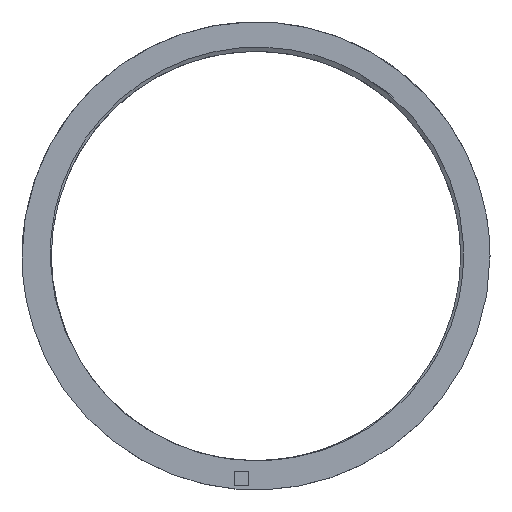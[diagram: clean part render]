
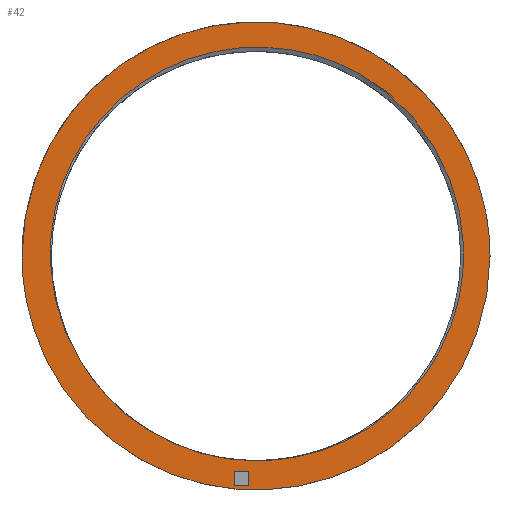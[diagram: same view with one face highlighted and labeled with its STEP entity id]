
A CAD part, top view. The second image highlights one B-rep face of the part: STEP entity #42.
In plain terms, the highlighted planar face has unit normal (0, 0, 1).
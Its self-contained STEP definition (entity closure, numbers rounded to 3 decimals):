
#15=FACE_BOUND('',#104,.T.);
#16=FACE_BOUND('',#105,.T.);
#42=ADVANCED_FACE('',(#72,#15,#16),#498,.T.);
#72=FACE_OUTER_BOUND('',#103,.T.);
#103=EDGE_LOOP('',(#241,#242));
#104=EDGE_LOOP('',(#243,#244,#245));
#105=EDGE_LOOP('',(#246,#247,#248,#249));
#241=ORIENTED_EDGE('',*,*,#331,.F.);
#242=ORIENTED_EDGE('',*,*,#332,.F.);
#243=ORIENTED_EDGE('',*,*,#328,.T.);
#244=ORIENTED_EDGE('',*,*,#329,.T.);
#245=ORIENTED_EDGE('',*,*,#330,.T.);
#246=ORIENTED_EDGE('',*,*,#336,.T.);
#247=ORIENTED_EDGE('',*,*,#339,.T.);
#248=ORIENTED_EDGE('',*,*,#338,.T.);
#249=ORIENTED_EDGE('',*,*,#337,.T.);
#328=EDGE_CURVE('',#464,#465,#378,.T.);
#329=EDGE_CURVE('',#465,#466,#411,.T.);
#330=EDGE_CURVE('',#466,#464,#412,.T.);
#331=EDGE_CURVE('',#467,#468,#379,.T.);
#332=EDGE_CURVE('',#468,#467,#380,.T.);
#336=EDGE_CURVE('',#469,#470,#414,.T.);
#337=EDGE_CURVE('',#471,#469,#415,.T.);
#338=EDGE_CURVE('',#472,#471,#416,.T.);
#339=EDGE_CURVE('',#470,#472,#417,.T.);
#378=(
BOUNDED_CURVE()
B_SPLINE_CURVE(2,(#2290,#2291,#2292),.UNSPECIFIED.,.F.,.F.)
B_SPLINE_CURVE_WITH_KNOTS((3,3),(-135.784,-91.984),
 .UNSPECIFIED.)
CURVE()
GEOMETRIC_REPRESENTATION_ITEM()
RATIONAL_B_SPLINE_CURVE((1.,0.872,1.))
REPRESENTATION_ITEM('')
);
#379=(
BOUNDED_CURVE()
B_SPLINE_CURVE(2,(#2340,#2341,#2342,#2343,#2344),.UNSPECIFIED.,.F.,.F.)
B_SPLINE_CURVE_WITH_KNOTS((3,2,3),(-233.263,-155.509,
-77.754),.UNSPECIFIED.)
CURVE()
GEOMETRIC_REPRESENTATION_ITEM()
RATIONAL_B_SPLINE_CURVE((1.,0.707,1.,0.707,1.))
REPRESENTATION_ITEM('')
);
#380=(
BOUNDED_CURVE()
B_SPLINE_CURVE(2,(#2345,#2346,#2347,#2348,#2349),.UNSPECIFIED.,.F.,.F.)
B_SPLINE_CURVE_WITH_KNOTS((3,2,3),(-233.263,-155.509,
-77.754),.UNSPECIFIED.)
CURVE()
GEOMETRIC_REPRESENTATION_ITEM()
RATIONAL_B_SPLINE_CURVE((1.,0.707,1.,0.707,1.))
REPRESENTATION_ITEM('')
);
#411=B_SPLINE_CURVE_WITH_KNOTS('',3,(#2293,#2294,#2295,#2296,#2297,#2298,
#2299,#2300,#2301,#2302,#2303,#2304,#2305,#2306,#2307,#2308,#2309,#2310,
#2311,#2312,#2313),.UNSPECIFIED.,.F.,.F.,(4,2,3,2,2,3,2,3,4),(22.579,
29.162,46.437,63.841,72.523,81.204,
98.759,116.314,139.458),.UNSPECIFIED.);
#412=B_SPLINE_CURVE_WITH_KNOTS('',3,(#2314,#2315,#2316,#2317,#2318,#2319,
#2320,#2321,#2322,#2323,#2324,#2325,#2326,#2327,#2328,#2329,#2330,#2331,
#2332,#2333,#2334,#2335,#2336,#2337,#2338,#2339),.UNSPECIFIED.,.F.,.F.,
(4,3,2,2,3,2,2,3,2,3,4),(0.,12.256,21.021,29.787,
47.362,64.807,73.508,82.21,99.546,
116.882,117.107),.UNSPECIFIED.);
#414=B_SPLINE_CURVE_WITH_KNOTS('',1,(#2470,#2471),.UNSPECIFIED.,.F.,.F.,
(2,2),(-1.,0.),.UNSPECIFIED.);
#415=B_SPLINE_CURVE_WITH_KNOTS('',1,(#2472,#2473),.UNSPECIFIED.,.F.,.F.,
(2,2),(-2.,-1.),.UNSPECIFIED.);
#416=B_SPLINE_CURVE_WITH_KNOTS('',1,(#2474,#2475),.UNSPECIFIED.,.F.,.F.,
(2,2),(-3.,-2.),.UNSPECIFIED.);
#417=B_SPLINE_CURVE_WITH_KNOTS('',1,(#2476,#2477),.UNSPECIFIED.,.F.,.F.,
(2,2),(-4.,-3.),.UNSPECIFIED.);
#464=VERTEX_POINT('',#1762);
#465=VERTEX_POINT('',#1763);
#466=VERTEX_POINT('',#1764);
#467=VERTEX_POINT('',#1765);
#468=VERTEX_POINT('',#1766);
#469=VERTEX_POINT('',#1767);
#470=VERTEX_POINT('',#1768);
#471=VERTEX_POINT('',#1769);
#472=VERTEX_POINT('',#1770);
#498=PLANE('',#609);
#609=AXIS2_PLACEMENT_3D('',#1715,#635,$);
#635=DIRECTION('',(0.,0.,1.));
#1715=CARTESIAN_POINT('',(60.177,-10.168,-2.41));
#1762=CARTESIAN_POINT('',(121.738,30.055,-2.41));
#1763=CARTESIAN_POINT('',(84.318,51.329,-2.41));
#1764=CARTESIAN_POINT('',(144.047,113.266,-2.41));
#1765=CARTESIAN_POINT('',(172.202,74.,-2.41));
#1766=CARTESIAN_POINT('',(71.726,74.,-2.41));
#1767=CARTESIAN_POINT('',(120.326,24.721,-2.41));
#1768=CARTESIAN_POINT('',(117.309,24.721,-2.41));
#1769=CARTESIAN_POINT('',(120.326,27.738,-2.41));
#1770=CARTESIAN_POINT('',(117.309,27.738,-2.41));
#2290=CARTESIAN_POINT('',(121.738,30.055,-2.41));
#2291=CARTESIAN_POINT('',(97.053,30.182,-2.41));
#2292=CARTESIAN_POINT('',(84.318,51.329,-2.41));
#2293=CARTESIAN_POINT('',(84.318,51.329,-2.41));
#2294=CARTESIAN_POINT('',(83.164,53.203,-2.41));
#2295=CARTESIAN_POINT('',(82.153,55.162,-2.41));
#2296=CARTESIAN_POINT('',(79.032,62.508,-2.41));
#2297=CARTESIAN_POINT('',(77.842,68.221,-2.41));
#2298=CARTESIAN_POINT('',(77.79,74.,-2.41));
#2299=CARTESIAN_POINT('',(77.737,79.823,-2.41));
#2300=CARTESIAN_POINT('',(78.832,85.599,-2.41));
#2301=CARTESIAN_POINT('',(82.1,93.691,-2.41));
#2302=CARTESIAN_POINT('',(83.449,96.271,-2.41));
#2303=CARTESIAN_POINT('',(86.633,101.13,-2.41));
#2304=CARTESIAN_POINT('',(88.46,103.397,-2.41));
#2305=CARTESIAN_POINT('',(90.495,105.469,-2.41));
#2306=CARTESIAN_POINT('',(94.606,109.654,-2.41));
#2307=CARTESIAN_POINT('',(99.501,112.988,-2.41));
#2308=CARTESIAN_POINT('',(110.3,117.574,-2.41));
#2309=CARTESIAN_POINT('',(116.098,118.781,-2.41));
#2310=CARTESIAN_POINT('',(121.964,118.833,-2.41));
#2311=CARTESIAN_POINT('',(129.681,118.902,-2.41));
#2312=CARTESIAN_POINT('',(137.285,116.985,-2.41));
#2313=CARTESIAN_POINT('',(144.047,113.266,-2.41));
#2314=CARTESIAN_POINT('',(144.047,113.266,-2.41));
#2315=CARTESIAN_POINT('',(147.603,111.221,-2.41));
#2316=CARTESIAN_POINT('',(150.864,108.701,-2.41));
#2317=CARTESIAN_POINT('',(153.739,105.775,-2.41));
#2318=CARTESIAN_POINT('',(155.794,103.683,-2.41));
#2319=CARTESIAN_POINT('',(157.639,101.394,-2.41));
#2320=CARTESIAN_POINT('',(160.854,96.488,-2.41));
#2321=CARTESIAN_POINT('',(162.217,93.883,-2.41));
#2322=CARTESIAN_POINT('',(165.517,85.712,-2.41));
#2323=CARTESIAN_POINT('',(166.623,79.88,-2.41));
#2324=CARTESIAN_POINT('',(166.571,74.,-2.41));
#2325=CARTESIAN_POINT('',(166.518,68.164,-2.41));
#2326=CARTESIAN_POINT('',(165.317,62.395,-2.41));
#2327=CARTESIAN_POINT('',(161.898,54.344,-2.41));
#2328=CARTESIAN_POINT('',(160.499,51.782,-2.41));
#2329=CARTESIAN_POINT('',(157.221,46.97,-2.41));
#2330=CARTESIAN_POINT('',(155.349,44.731,-2.41));
#2331=CARTESIAN_POINT('',(153.272,42.691,-2.41));
#2332=CARTESIAN_POINT('',(149.139,38.632,-2.41));
#2333=CARTESIAN_POINT('',(144.247,35.426,-2.41));
#2334=CARTESIAN_POINT('',(133.503,31.089,-2.41));
#2335=CARTESIAN_POINT('',(127.757,30.,-2.41));
#2336=CARTESIAN_POINT('',(121.964,30.053,-2.41));
#2337=CARTESIAN_POINT('',(121.889,30.053,-2.41));
#2338=CARTESIAN_POINT('',(121.813,30.054,-2.41));
#2339=CARTESIAN_POINT('',(121.738,30.055,-2.41));
#2340=CARTESIAN_POINT('',(172.202,74.,-2.41));
#2341=CARTESIAN_POINT('',(172.202,23.762,-2.41));
#2342=CARTESIAN_POINT('',(121.964,23.762,-2.41));
#2343=CARTESIAN_POINT('',(71.726,23.762,-2.41));
#2344=CARTESIAN_POINT('',(71.726,74.,-2.41));
#2345=CARTESIAN_POINT('',(71.726,74.,-2.41));
#2346=CARTESIAN_POINT('',(71.726,124.238,-2.41));
#2347=CARTESIAN_POINT('',(121.964,124.238,-2.41));
#2348=CARTESIAN_POINT('',(172.202,124.238,-2.41));
#2349=CARTESIAN_POINT('',(172.202,74.,-2.41));
#2470=CARTESIAN_POINT('',(120.326,24.721,-2.41));
#2471=CARTESIAN_POINT('',(117.309,24.721,-2.41));
#2472=CARTESIAN_POINT('',(120.326,27.738,-2.41));
#2473=CARTESIAN_POINT('',(120.326,24.721,-2.41));
#2474=CARTESIAN_POINT('',(117.309,27.738,-2.41));
#2475=CARTESIAN_POINT('',(120.326,27.738,-2.41));
#2476=CARTESIAN_POINT('',(117.309,24.721,-2.41));
#2477=CARTESIAN_POINT('',(117.309,27.738,-2.41));
